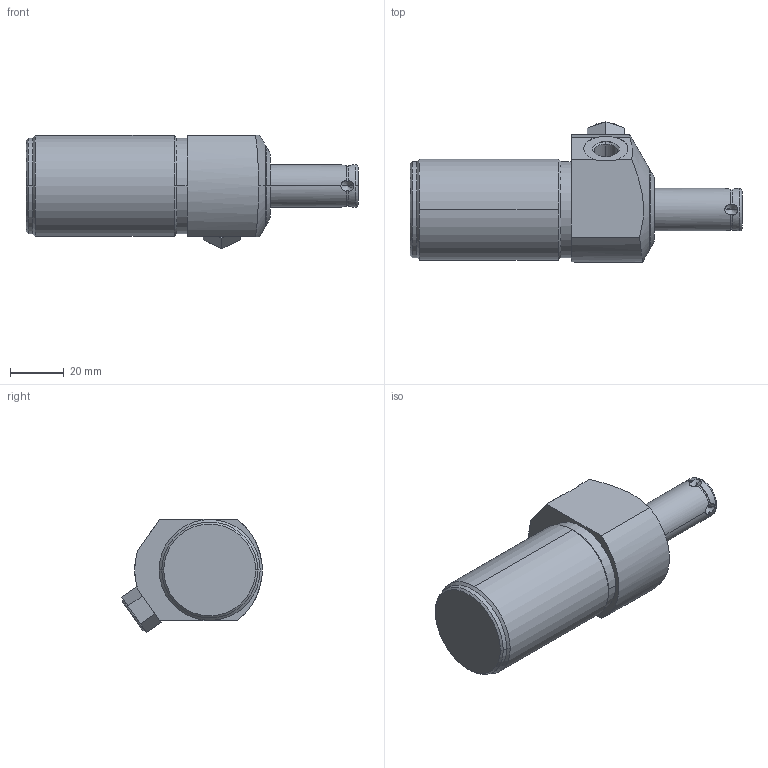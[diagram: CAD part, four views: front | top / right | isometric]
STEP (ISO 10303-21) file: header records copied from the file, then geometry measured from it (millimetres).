
FILE_DESCRIPTION((''),'2;1');
FILE_NAME('ILCM41500515','2023-03-22T06:02:09',('Jweaver'),(''),'CREO PARAMETRIC BY PTC INC, 2021164','CREO PARAMETRIC BY PTC INC, 2021164','');
FILE_SCHEMA(('AUTOMOTIVE_DESIGN { 1 0 10303 214 1 1 1 1 }'));
Length unit declared in the file: millimetre
Products named in the file (1): ILCM41500515
Bounding box: 124 x 52.46 x 42.35 mm (x, y, z)
Volume: 116013.9 mm3; surface area: 17809.7 mm2
Topology: 1 solids, 3 shells, 107 faces, 272 edges, 165 vertices
Faces by surface type: plane 41, cylinder 38, cone 24, torus 4
Entity records: 4714 total; most frequent: CARTESIAN_POINT 940, DIRECTION 561, ORIENTED_EDGE 520, PRESENTATION_STYLE_ASSIGNMENT 291, STYLED_ITEM 280, CURVE_STYLE 278, EDGE_CURVE 262, AXIS2_PLACEMENT_3D 221
